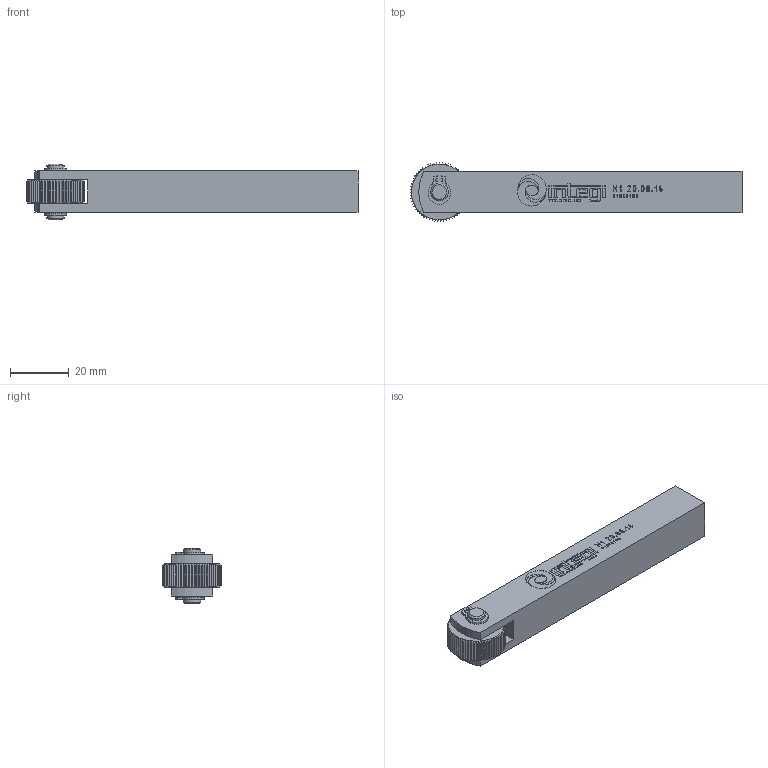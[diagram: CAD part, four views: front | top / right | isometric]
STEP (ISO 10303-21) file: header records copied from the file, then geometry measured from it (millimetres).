
FILE_DESCRIPTION(/* description */ ('Unknown'),/* implementation_level */ '2;1');
FILE_NAME(/* name */ 'M1 20.08.14',/* time_stamp */ '2019-03-15T12:07:20+01:00',/* author */ ('Unknown'),/* organization */ ('Unknown'),/* preprocessor_version */ 'ST-DEVELOPER v16',/* originating_system */ 'DEX',/* authorisation */ $);
FILE_SCHEMA (('AUTOMOTIVE_DESIGN {1 0 10303 214 3 1 1}'));
Length unit declared in the file: millimetre
Products named in the file (1): M1 20.08.14
Bounding box: 113 x 19.99 x 19 mm (x, y, z)
Volume: 22037 mm3; surface area: 7391.1 mm2
Topology: 1 solids, 1 shells, 633 faces, 1705 edges, 1134 vertices
Faces by surface type: plane 458, cylinder 92, bspline 79, cone 4
Full cylindrical faces by diameter (mm): 5.8 x2, 6 x4
Entity records: 28203 total; most frequent: CARTESIAN_POINT 8106, ORIENTED_EDGE 3338, DIRECTION 2563, EDGE_CURVE 1669, VERTEX_POINT 1126, LINE 1065, VECTOR 1065, AXIS2_PLACEMENT_3D 749
